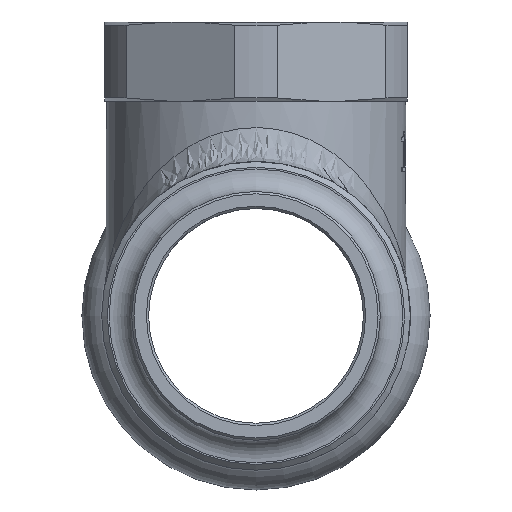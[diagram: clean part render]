
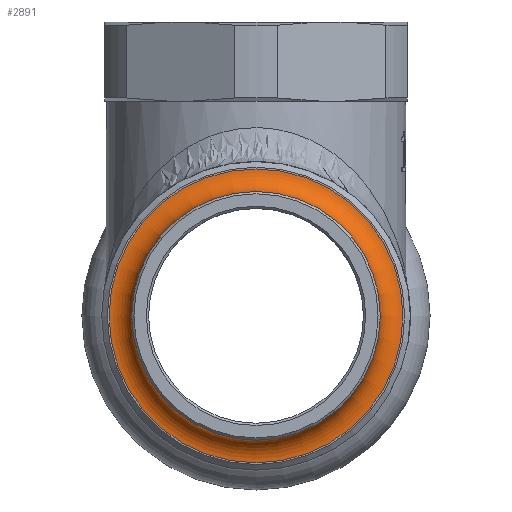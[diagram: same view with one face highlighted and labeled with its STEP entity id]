
A CAD part, left-side view. The second image highlights one B-rep face of the part: STEP entity #2891.
In plain terms, the highlighted toroidal (fillet/blend) face has major radius 13 mm and minor radius 2 mm.
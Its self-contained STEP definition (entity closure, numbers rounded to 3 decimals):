
#842=FACE_OUTER_BOUND('',#1015,.T.);
#1015=EDGE_LOOP('',(#2697,#2698,#2699,#2700));
#1103=CIRCLE('',#3090,11.);
#1105=CIRCLE('',#3094,13.);
#1106=CIRCLE('',#3096,2.);
#1401=VERTEX_POINT('',#20721);
#1403=VERTEX_POINT('',#20729);
#1835=EDGE_CURVE('',#1401,#1401,#1103,.T.);
#1838=EDGE_CURVE('',#1403,#1403,#1105,.T.);
#1839=EDGE_CURVE('',#1401,#1403,#1106,.T.);
#2697=ORIENTED_EDGE('',*,*,#1835,.T.);
#2698=ORIENTED_EDGE('',*,*,#1839,.T.);
#2699=ORIENTED_EDGE('',*,*,#1838,.T.);
#2700=ORIENTED_EDGE('',*,*,#1839,.F.);
#2734=TOROIDAL_SURFACE('',#3095,13.,2.);
#2891=ADVANCED_FACE('',(#842),#2734,.F.);
#3090=AXIS2_PLACEMENT_3D('',#20723,#3614,#3615);
#3094=AXIS2_PLACEMENT_3D('',#20730,#3623,#3624);
#3095=AXIS2_PLACEMENT_3D('',#20731,#3625,#3626);
#3096=AXIS2_PLACEMENT_3D('',#20732,#3627,#3628);
#3614=DIRECTION('center_axis',(1.,0.,0.));
#3615=DIRECTION('ref_axis',(0.,0.,-1.));
#3623=DIRECTION('center_axis',(-1.,0.,0.));
#3624=DIRECTION('ref_axis',(0.,0.,
-1.));
#3625=DIRECTION('center_axis',(1.,0.,0.));
#3626=DIRECTION('ref_axis',(0.,0.,-1.));
#3627=DIRECTION('center_axis',(0.,-1.,0.));
#3628=DIRECTION('ref_axis',(0.,0.,1.));
#20721=CARTESIAN_POINT('',(-20.,0.,11.));
#20723=CARTESIAN_POINT('Origin',(-20.,0.,0.));
#20729=CARTESIAN_POINT('',(-18.,0.,13.));
#20730=CARTESIAN_POINT('Origin',(-18.,0.,0.));
#20731=CARTESIAN_POINT('Origin',(-20.,0.,0.));
#20732=CARTESIAN_POINT('Origin',(-20.,0.,13.));
